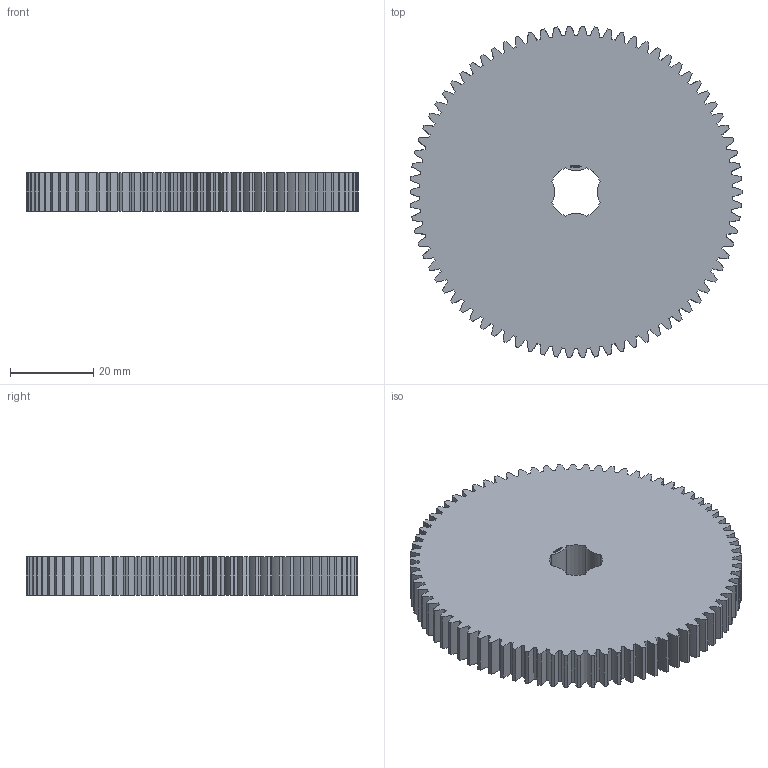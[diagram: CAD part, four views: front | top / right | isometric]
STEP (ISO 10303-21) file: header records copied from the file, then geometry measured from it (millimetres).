
FILE_DESCRIPTION(('FreeCAD Model'),'2;1');
FILE_NAME('Open CASCADE Shape Model','2024-03-10T23:29:34',(''),(''), 'Open CASCADE STEP processor 7.6','FreeCAD','Unknown');
FILE_SCHEMA(('AUTOMOTIVE_DESIGN { 1 0 10303 214 1 1 1 1 }'));
Products named in the file (1): Gear Wheel PLN TTH78 BU00.75 SFT-SHD - SPN-GWH-0291 (stemfie.org)
Bounding box: 80 x 79.96 x 9.38 mm (x, y, z)
Volume: 43603.8 mm3; surface area: 14312.4 mm2
Topology: 1 solids, 1 shells, 786 faces, 2262 edges, 1508 vertices
Faces by surface type: extrusion 458, plane 320, cylinder 8
Entity records: 75125 total; most frequent: CARTESIAN_POINT 27711, DIRECTION 6086, VECTOR 5380, LINE 4922, ORIENTED_EDGE 4524, PCURVE 4524, DEFINITIONAL_REPRESENTATION 4524, B_SPLINE_CURVE_WITH_KNOTS 2290
